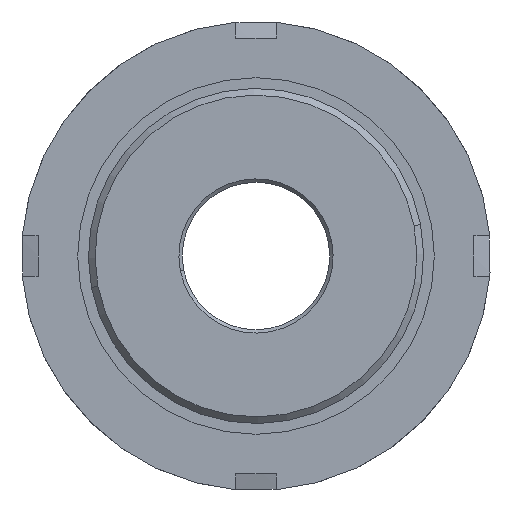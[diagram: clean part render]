
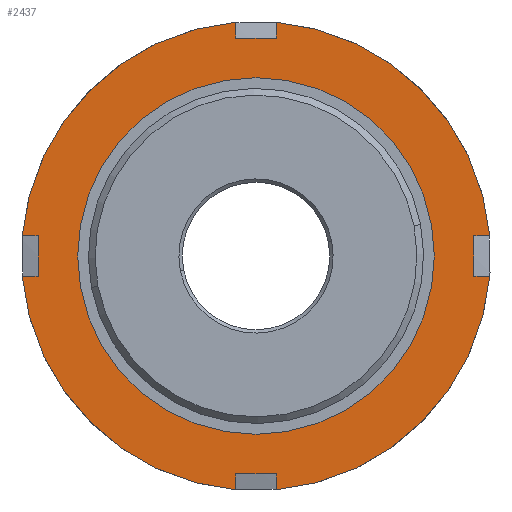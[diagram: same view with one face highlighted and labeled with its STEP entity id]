
A CAD part, front view. The second image highlights one B-rep face of the part: STEP entity #2437.
In plain terms, the highlighted planar face has unit normal (0, -1, 0).
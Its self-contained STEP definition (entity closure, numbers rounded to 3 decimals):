
#30 = DIRECTION ( 'NONE',  ( 0., 1., 0. ) ) ;
#37 = DIRECTION ( 'NONE',  ( 0., 0., 1. ) ) ;
#52 = CARTESIAN_POINT ( 'NONE',  ( 3., -23.269, -32.5 ) ) ;
#59 = ORIENTED_EDGE ( 'NONE', *, *, #2755, .F. ) ;
#85 = ORIENTED_EDGE ( 'NONE', *, *, #1929, .F. ) ;
#114 = CARTESIAN_POINT ( 'NONE',  ( 3., -23.269, -34.871 ) ) ;
#119 = VERTEX_POINT ( 'NONE', #286 ) ;
#184 = CARTESIAN_POINT ( 'NONE',  ( 0., -23.269, -32.5 ) ) ;
#197 = CARTESIAN_POINT ( 'NONE',  ( 26.6, -23.269, 0. ) ) ;
#223 = LINE ( 'NONE', #620, #1056 ) ;
#225 = CARTESIAN_POINT ( 'NONE',  ( 0., -23.269, 0. ) ) ;
#263 = VECTOR ( 'NONE', #2502, 1000. ) ;
#286 = CARTESIAN_POINT ( 'NONE',  ( -34.871, -23.269, 3. ) ) ;
#297 = DIRECTION ( 'NONE',  ( 0., 1., 0. ) ) ;
#299 = CIRCLE ( 'NONE', #677, 35. ) ;
#319 = VERTEX_POINT ( 'NONE', #2160 ) ;
#330 = DIRECTION ( 'NONE',  ( 0., 0., 1. ) ) ;
#359 = VERTEX_POINT ( 'NONE', #1786 ) ;
#402 = CARTESIAN_POINT ( 'NONE',  ( 26.6, -23.269, -3. ) ) ;
#403 = ORIENTED_EDGE ( 'NONE', *, *, #1996, .F. ) ;
#422 = DIRECTION ( 'NONE',  ( 0., 1., 0. ) ) ;
#449 = EDGE_CURVE ( 'NONE', #1528, #359, #2555, .T. ) ;
#463 = CARTESIAN_POINT ( 'NONE',  ( 3., -23.269, 34.871 ) ) ;
#479 = ORIENTED_EDGE ( 'NONE', *, *, #2073, .F. ) ;
#509 = EDGE_LOOP ( 'NONE', ( #780, #1828, #1790, #479, #85, #2705, #2729, #974, #2483, #403, #1284, #1585, #2745, #783, #1131, #59 ) ) ;
#576 = VERTEX_POINT ( 'NONE', #114 ) ;
#602 = CARTESIAN_POINT ( 'NONE',  ( 0., -23.269, 0. ) ) ;
#620 = CARTESIAN_POINT ( 'NONE',  ( -3., -23.269, 0. ) ) ;
#649 = EDGE_CURVE ( 'NONE', #1070, #119, #1096, .T. ) ;
#656 = CARTESIAN_POINT ( 'NONE',  ( -34.871, -23.269, -3. ) ) ;
#675 = EDGE_LOOP ( 'NONE', ( #1487, #1707 ) ) ;
#677 = AXIS2_PLACEMENT_3D ( 'NONE', #2264, #1016, #2708 ) ;
#682 = VERTEX_POINT ( 'NONE', #2090 ) ;
#722 = LINE ( 'NONE', #910, #1583 ) ;
#745 = FACE_BOUND ( 'NONE', #675, .T. ) ;
#780 = ORIENTED_EDGE ( 'NONE', *, *, #649, .F. ) ;
#783 = ORIENTED_EDGE ( 'NONE', *, *, #1111, .F. ) ;
#829 = VECTOR ( 'NONE', #1009, 1000. ) ;
#882 = VERTEX_POINT ( 'NONE', #2728 ) ;
#888 = CARTESIAN_POINT ( 'NONE',  ( 26.6, -23.269, -3. ) ) ;
#893 = CIRCLE ( 'NONE', #2051, 35. ) ;
#897 = VERTEX_POINT ( 'NONE', #463 ) ;
#910 = CARTESIAN_POINT ( 'NONE',  ( 32.5, -23.269, 0. ) ) ;
#914 = LINE ( 'NONE', #2217, #2430 ) ;
#927 = CARTESIAN_POINT ( 'NONE',  ( 0., -23.269, 0. ) ) ;
#949 = DIRECTION ( 'NONE',  ( 1., 0., 0. ) ) ;
#951 = CARTESIAN_POINT ( 'NONE',  ( 32.5, -23.269, 3. ) ) ;
#974 = ORIENTED_EDGE ( 'NONE', *, *, #1891, .F. ) ;
#989 = CARTESIAN_POINT ( 'NONE',  ( -3., -23.269, 0. ) ) ;
#993 = DIRECTION ( 'NONE',  ( 0., 1., 0. ) ) ;
#1009 = DIRECTION ( 'NONE',  ( 1., 0., 0. ) ) ;
#1016 = DIRECTION ( 'NONE',  ( 0., 1., 0. ) ) ;
#1053 = DIRECTION ( 'NONE',  ( 0., 0., -1. ) ) ;
#1056 = VECTOR ( 'NONE', #1053, 1000. ) ;
#1070 = VERTEX_POINT ( 'NONE', #1633 ) ;
#1078 = CARTESIAN_POINT ( 'NONE',  ( 3., -23.269, 0. ) ) ;
#1096 = LINE ( 'NONE', #1216, #1160 ) ;
#1111 = EDGE_CURVE ( 'NONE', #1899, #682, #1283, .T. ) ;
#1115 = DIRECTION ( 'NONE',  ( 0., 0., -1. ) ) ;
#1130 = AXIS2_PLACEMENT_3D ( 'NONE', #927, #297, #1777 ) ;
#1131 = ORIENTED_EDGE ( 'NONE', *, *, #2161, .T. ) ;
#1140 = CARTESIAN_POINT ( 'NONE',  ( 0., -23.269, 0. ) ) ;
#1160 = VECTOR ( 'NONE', #1437, 1000. ) ;
#1166 = VERTEX_POINT ( 'NONE', #951 ) ;
#1216 = CARTESIAN_POINT ( 'NONE',  ( 26.6, -23.269, 3. ) ) ;
#1232 = CARTESIAN_POINT ( 'NONE',  ( 34.871, -23.269, 3. ) ) ;
#1260 = EDGE_CURVE ( 'NONE', #1528, #576, #1521, .T. ) ;
#1271 = CARTESIAN_POINT ( 'NONE',  ( -32.5, -23.269, 0. ) ) ;
#1283 = LINE ( 'NONE', #1369, #829 ) ;
#1284 = ORIENTED_EDGE ( 'NONE', *, *, #2267, .T. ) ;
#1296 = DIRECTION ( 'NONE',  ( -1., 0., 0. ) ) ;
#1301 = EDGE_CURVE ( 'NONE', #319, #2261, #1960, .T. ) ;
#1316 = LINE ( 'NONE', #1078, #2513 ) ;
#1330 = LINE ( 'NONE', #1271, #2038 ) ;
#1347 = CIRCLE ( 'NONE', #2428, 26.6 ) ;
#1369 = CARTESIAN_POINT ( 'NONE',  ( 0., -23.269, 32.5 ) ) ;
#1370 = EDGE_CURVE ( 'NONE', #2158, #2639, #2482, .T. ) ;
#1381 = CARTESIAN_POINT ( 'NONE',  ( -3., -23.269, -34.871 ) ) ;
#1397 = CIRCLE ( 'NONE', #1809, 35. ) ;
#1419 = EDGE_CURVE ( 'NONE', #682, #897, #1316, .T. ) ;
#1422 = VERTEX_POINT ( 'NONE', #2133 ) ;
#1437 = DIRECTION ( 'NONE',  ( -1., 0., 0. ) ) ;
#1446 = DIRECTION ( 'NONE',  ( -1., 0., 0. ) ) ;
#1467 = DIRECTION ( 'NONE',  ( 0., 1., 0. ) ) ;
#1482 = DIRECTION ( 'NONE',  ( -1., 0., 0. ) ) ;
#1483 = DIRECTION ( 'NONE',  ( -1., 0., 0. ) ) ;
#1487 = ORIENTED_EDGE ( 'NONE', *, *, #2487, .T. ) ;
#1521 = LINE ( 'NONE', #1688, #2124 ) ;
#1528 = VERTEX_POINT ( 'NONE', #52 ) ;
#1552 = VECTOR ( 'NONE', #330, 1000. ) ;
#1583 = VECTOR ( 'NONE', #1115, 1000. ) ;
#1585 = ORIENTED_EDGE ( 'NONE', *, *, #1820, .F. ) ;
#1594 = CARTESIAN_POINT ( 'NONE',  ( -32.5, -23.269, -3. ) ) ;
#1610 = CARTESIAN_POINT ( 'NONE',  ( 34.871, -23.269, -3. ) ) ;
#1633 = CARTESIAN_POINT ( 'NONE',  ( -32.5, -23.269, 3. ) ) ;
#1688 = CARTESIAN_POINT ( 'NONE',  ( 3., -23.269, 0. ) ) ;
#1700 = VERTEX_POINT ( 'NONE', #1381 ) ;
#1707 = ORIENTED_EDGE ( 'NONE', *, *, #1806, .T. ) ;
#1711 = DIRECTION ( 'NONE',  ( 0., 0., 1. ) ) ;
#1777 = DIRECTION ( 'NONE',  ( -1., 0., 0. ) ) ;
#1786 = CARTESIAN_POINT ( 'NONE',  ( -3., -23.269, -32.5 ) ) ;
#1790 = ORIENTED_EDGE ( 'NONE', *, *, #1370, .T. ) ;
#1794 = VERTEX_POINT ( 'NONE', #2498 ) ;
#1806 = EDGE_CURVE ( 'NONE', #1422, #1794, #1347, .T. ) ;
#1809 = AXIS2_PLACEMENT_3D ( 'NONE', #1140, #2637, #1999 ) ;
#1820 = EDGE_CURVE ( 'NONE', #897, #2468, #299, .T. ) ;
#1828 = ORIENTED_EDGE ( 'NONE', *, *, #2666, .F. ) ;
#1885 = DIRECTION ( 'NONE',  ( -1., 0., 0. ) ) ;
#1888 = PLANE ( 'NONE',  #2096 ) ;
#1891 = EDGE_CURVE ( 'NONE', #2261, #576, #893, .T. ) ;
#1899 = VERTEX_POINT ( 'NONE', #2121 ) ;
#1923 = VECTOR ( 'NONE', #2374, 1000. ) ;
#1928 = VECTOR ( 'NONE', #1885, 1000. ) ;
#1929 = EDGE_CURVE ( 'NONE', #359, #1700, #223, .T. ) ;
#1960 = LINE ( 'NONE', #402, #263 ) ;
#1996 = EDGE_CURVE ( 'NONE', #1166, #319, #722, .T. ) ;
#1999 = DIRECTION ( 'NONE',  ( -1., 0., 0. ) ) ;
#2038 = VECTOR ( 'NONE', #1711, 1000. ) ;
#2051 = AXIS2_PLACEMENT_3D ( 'NONE', #2529, #422, #1483 ) ;
#2073 = EDGE_CURVE ( 'NONE', #1700, #2639, #2657, .T. ) ;
#2090 = CARTESIAN_POINT ( 'NONE',  ( 3., -23.269, 32.5 ) ) ;
#2096 = AXIS2_PLACEMENT_3D ( 'NONE', #197, #1467, #1482 ) ;
#2118 = LINE ( 'NONE', #989, #1552 ) ;
#2121 = CARTESIAN_POINT ( 'NONE',  ( -3., -23.269, 32.5 ) ) ;
#2124 = VECTOR ( 'NONE', #2532, 1000. ) ;
#2133 = CARTESIAN_POINT ( 'NONE',  ( 26.6, -23.269, 0. ) ) ;
#2158 = VERTEX_POINT ( 'NONE', #1594 ) ;
#2160 = CARTESIAN_POINT ( 'NONE',  ( 32.5, -23.269, -3. ) ) ;
#2161 = EDGE_CURVE ( 'NONE', #1899, #882, #2118, .T. ) ;
#2217 = CARTESIAN_POINT ( 'NONE',  ( 26.6, -23.269, 3. ) ) ;
#2261 = VERTEX_POINT ( 'NONE', #1610 ) ;
#2264 = CARTESIAN_POINT ( 'NONE',  ( 0., -23.269, 0. ) ) ;
#2267 = EDGE_CURVE ( 'NONE', #1166, #2468, #914, .T. ) ;
#2366 = CIRCLE ( 'NONE', #2717, 26.6 ) ;
#2374 = DIRECTION ( 'NONE',  ( -1., 0., 0. ) ) ;
#2428 = AXIS2_PLACEMENT_3D ( 'NONE', #602, #993, #1446 ) ;
#2430 = VECTOR ( 'NONE', #949, 1000. ) ;
#2437 = ADVANCED_FACE ( 'NONE', ( #745, #2777 ), #1888, .F. ) ;
#2468 = VERTEX_POINT ( 'NONE', #1232 ) ;
#2482 = LINE ( 'NONE', #888, #1923 ) ;
#2483 = ORIENTED_EDGE ( 'NONE', *, *, #1301, .F. ) ;
#2487 = EDGE_CURVE ( 'NONE', #1794, #1422, #2366, .T. ) ;
#2498 = CARTESIAN_POINT ( 'NONE',  ( -26.6, -23.269, 0. ) ) ;
#2502 = DIRECTION ( 'NONE',  ( 1., 0., 0. ) ) ;
#2513 = VECTOR ( 'NONE', #37, 1000. ) ;
#2529 = CARTESIAN_POINT ( 'NONE',  ( 0., -23.269, 0. ) ) ;
#2532 = DIRECTION ( 'NONE',  ( 0., 0., -1. ) ) ;
#2555 = LINE ( 'NONE', #184, #1928 ) ;
#2637 = DIRECTION ( 'NONE',  ( 0., 1., 0. ) ) ;
#2639 = VERTEX_POINT ( 'NONE', #656 ) ;
#2657 = CIRCLE ( 'NONE', #1130, 35. ) ;
#2666 = EDGE_CURVE ( 'NONE', #2158, #1070, #1330, .T. ) ;
#2705 = ORIENTED_EDGE ( 'NONE', *, *, #449, .F. ) ;
#2708 = DIRECTION ( 'NONE',  ( -1., 0., 0. ) ) ;
#2717 = AXIS2_PLACEMENT_3D ( 'NONE', #225, #30, #1296 ) ;
#2728 = CARTESIAN_POINT ( 'NONE',  ( -3., -23.269, 34.871 ) ) ;
#2729 = ORIENTED_EDGE ( 'NONE', *, *, #1260, .T. ) ;
#2745 = ORIENTED_EDGE ( 'NONE', *, *, #1419, .F. ) ;
#2755 = EDGE_CURVE ( 'NONE', #119, #882, #1397, .T. ) ;
#2777 = FACE_OUTER_BOUND ( 'NONE', #509, .T. ) ;
